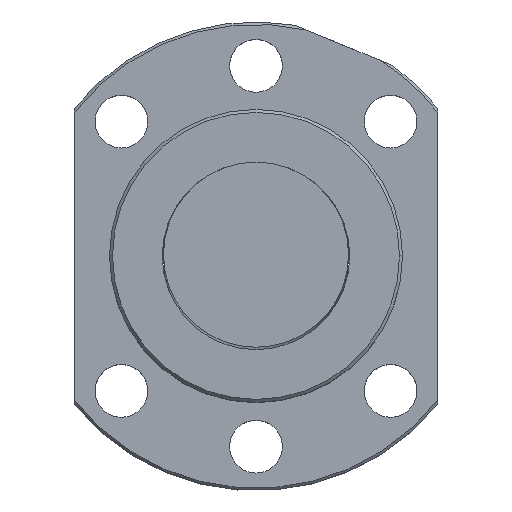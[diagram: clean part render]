
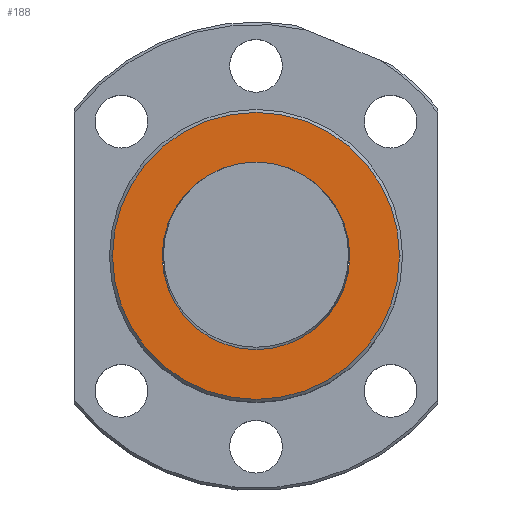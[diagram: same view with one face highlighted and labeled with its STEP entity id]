
A CAD part, top view. The second image highlights one B-rep face of the part: STEP entity #188.
In plain terms, the highlighted face is planar.
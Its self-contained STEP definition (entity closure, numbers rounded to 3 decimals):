
#21 = AXIS2_PLACEMENT_3D ( 'NONE', #1605, #1597, #1594 ) ;
#35 = DIRECTION ( 'NONE',  ( 1., 0., 0. ) ) ;
#36 = ORIENTED_EDGE ( 'NONE', *, *, #1518, .F. ) ;
#37 = DIRECTION ( 'NONE',  ( 0., 0., -1. ) ) ;
#46 = CARTESIAN_POINT ( 'NONE',  ( 0., 0., -57. ) ) ;
#137 = ORIENTED_EDGE ( 'NONE', *, *, #1501, .T. ) ;
#188 = ADVANCED_FACE ( 'NONE', ( #717, #1210 ), #1626, .F. ) ;
#258 = CARTESIAN_POINT ( 'NONE',  ( -24.5, 0., -57. ) ) ;
#341 = ORIENTED_EDGE ( 'NONE', *, *, #929, .F. ) ;
#380 = DIRECTION ( 'NONE',  ( 1., 0., 0. ) ) ;
#382 = DIRECTION ( 'NONE',  ( 0., 0., -1. ) ) ;
#384 = CARTESIAN_POINT ( 'NONE',  ( 0., 0., -57. ) ) ;
#394 = AXIS2_PLACEMENT_3D ( 'NONE', #1772, #1771, #1770 ) ;
#457 = AXIS2_PLACEMENT_3D ( 'NONE', #1755, #1752, #1751 ) ;
#462 = AXIS2_PLACEMENT_3D ( 'NONE', #46, #37, #35 ) ;
#496 = CIRCLE ( 'NONE', #794, 16. ) ;
#656 = VERTEX_POINT ( 'NONE', #793 ) ;
#717 = FACE_BOUND ( 'NONE', #1824, .T. ) ;
#793 = CARTESIAN_POINT ( 'NONE',  ( 24.5, 0., -57. ) ) ;
#794 = AXIS2_PLACEMENT_3D ( 'NONE', #384, #382, #380 ) ;
#929 = EDGE_CURVE ( 'NONE', #1398, #1370, #496, .T. ) ;
#1071 = VERTEX_POINT ( 'NONE', #258 ) ;
#1111 = CIRCLE ( 'NONE', #394, 24.5 ) ;
#1210 = FACE_OUTER_BOUND ( 'NONE', #1292, .T. ) ;
#1292 = EDGE_LOOP ( 'NONE', ( #1581, #137 ) ) ;
#1323 = EDGE_CURVE ( 'NONE', #656, #1071, #1697, .T. ) ;
#1333 = CARTESIAN_POINT ( 'NONE',  ( 16., 0., -57. ) ) ;
#1370 = VERTEX_POINT ( 'NONE', #1832 ) ;
#1398 = VERTEX_POINT ( 'NONE', #1333 ) ;
#1473 = CIRCLE ( 'NONE', #457, 16. ) ;
#1501 = EDGE_CURVE ( 'NONE', #1071, #656, #1111, .T. ) ;
#1518 = EDGE_CURVE ( 'NONE', #1370, #1398, #1473, .T. ) ;
#1581 = ORIENTED_EDGE ( 'NONE', *, *, #1323, .T. ) ;
#1594 = DIRECTION ( 'NONE',  ( 1., 0., 0. ) ) ;
#1597 = DIRECTION ( 'NONE',  ( 0., 0., 1. ) ) ;
#1605 = CARTESIAN_POINT ( 'NONE',  ( -24.794, -24.794, -57. ) ) ;
#1626 = PLANE ( 'NONE',  #21 ) ;
#1697 = CIRCLE ( 'NONE', #462, 24.5 ) ;
#1751 = DIRECTION ( 'NONE',  ( 1., 0., 0. ) ) ;
#1752 = DIRECTION ( 'NONE',  ( 0., 0., -1. ) ) ;
#1755 = CARTESIAN_POINT ( 'NONE',  ( 0., 0., -57. ) ) ;
#1770 = DIRECTION ( 'NONE',  ( 1., 0., 0. ) ) ;
#1771 = DIRECTION ( 'NONE',  ( 0., 0., -1. ) ) ;
#1772 = CARTESIAN_POINT ( 'NONE',  ( 0., 0., -57. ) ) ;
#1824 = EDGE_LOOP ( 'NONE', ( #341, #36 ) ) ;
#1832 = CARTESIAN_POINT ( 'NONE',  ( -16., 0., -57. ) ) ;
